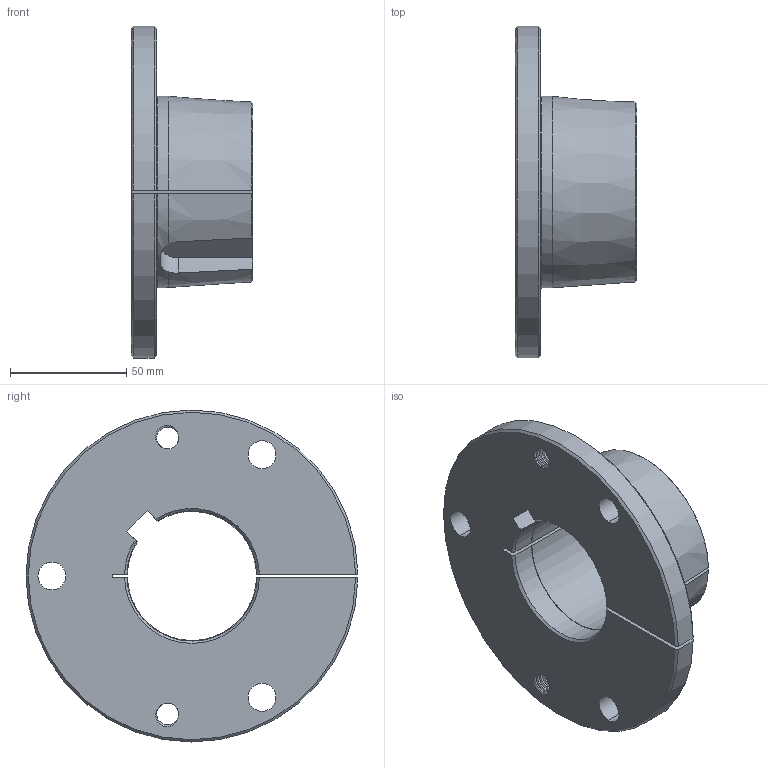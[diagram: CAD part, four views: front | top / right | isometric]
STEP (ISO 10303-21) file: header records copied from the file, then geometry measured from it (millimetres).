
FILE_DESCRIPTION (( 'STEP AP214' ), '1' );
FILE_NAME ('SMR5-TBK-35.step', '2016-11-22T21:15:22', ( '' ), ( '' ), 'SwSTEP 2.0', 'SolidWorks 2016', '' );
FILE_SCHEMA (( 'AUTOMOTIVE_DESIGN' ));
Length unit declared in the file: inch
Products named in the file (1): SMR5-TBK-35
Bounding box: 52.5 x 142.9 x 142.9 mm (x, y, z)
Volume: 239764.8 mm3; surface area: 55181.2 mm2
Topology: 1 solids, 1 shells, 111 faces, 327 edges, 218 vertices
Faces by surface type: cylinder 71, plane 18, cone 16, bspline 6
Entity records: 5190 total; most frequent: CARTESIAN_POINT 2506, ORIENTED_EDGE 654, DIRECTION 468, EDGE_CURVE 327, VERTEX_POINT 218, AXIS2_PLACEMENT_3D 174, EDGE_LOOP 121, LINE 120
